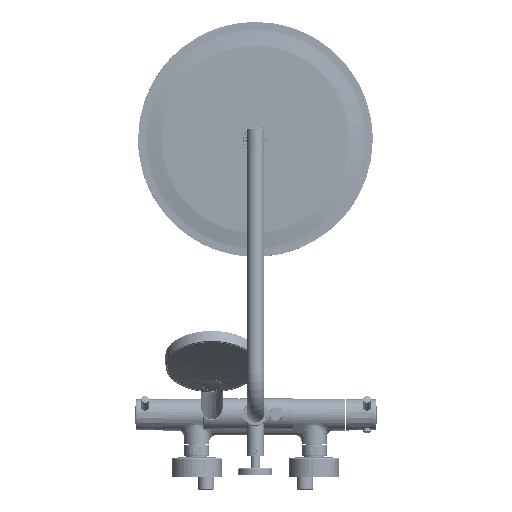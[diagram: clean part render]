
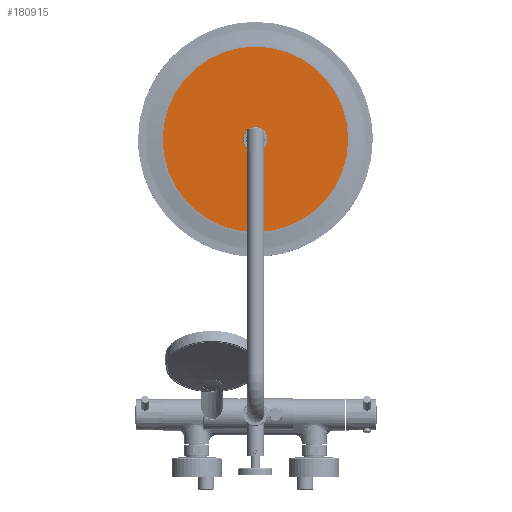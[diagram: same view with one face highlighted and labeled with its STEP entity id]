
A CAD part, top view. The second image highlights one B-rep face of the part: STEP entity #180915.
In plain terms, the highlighted planar face has unit normal (0, 0, 1).
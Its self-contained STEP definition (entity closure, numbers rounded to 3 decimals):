
#180839=CARTESIAN_POINT('Axis2P3D Location',(0.,350.,1191.268)) ;
#180844=CARTESIAN_POINT('Axis2P3D Location',(0.,350.,1191.268)) ;
#180848=CARTESIAN_POINT('Vertex',(118.505,349.155,1191.268)) ;
#180850=CARTESIAN_POINT('Vertex',(-118.508,350.,1191.268)) ;
#180853=CARTESIAN_POINT('Axis2P3D Location',(0.,350.,1191.268)) ;
#180857=CARTESIAN_POINT('Vertex',(118.508,350.,1191.268)) ;
#180860=CARTESIAN_POINT('Axis2P3D Location',(0.,350.,1191.268)) ;
#180864=CARTESIAN_POINT('Vertex',(-118.505,350.845,1191.268)) ;
#180868=CARTESIAN_POINT('Control Point',(-118.505,350.845,1191.268)) ;
#180869=CARTESIAN_POINT('Control Point',(-118.507,350.676,1191.268)) ;
#180870=CARTESIAN_POINT('Control Point',(-118.507,350.507,1191.268)) ;
#180871=CARTESIAN_POINT('Control Point',(-118.508,350.338,1191.268)) ;
#180872=CARTESIAN_POINT('Control Point',(-118.508,350.169,1191.268)) ;
#180873=CARTESIAN_POINT('Control Point',(-118.508,350.,1191.268)) ;
#180881=CARTESIAN_POINT('Axis2P3D Location',(0.,350.,1191.268)) ;
#180885=CARTESIAN_POINT('Vertex',(-3.747,361.4,1191.268)) ;
#180887=CARTESIAN_POINT('Vertex',(-3.747,338.6,1191.268)) ;
#180890=CARTESIAN_POINT('Line Origine',(0.,361.4,1191.268)) ;
#180894=CARTESIAN_POINT('Vertex',(3.747,361.4,1191.268)) ;
#180897=CARTESIAN_POINT('Axis2P3D Location',(0.,350.,1191.268)) ;
#180901=CARTESIAN_POINT('Vertex',(3.747,338.6,1191.268)) ;
#180904=CARTESIAN_POINT('Line Origine',(0.,338.6,1191.268)) ;
#180892=VECTOR('Line Direction',#180891,1.) ;
#180906=VECTOR('Line Direction',#180905,1.) ;
#180840=DIRECTION('Axis2P3D Direction',(-0.,0.,-1.)) ;
#180841=DIRECTION('Axis2P3D XDirection',(-1.,0.,0.)) ;
#180845=DIRECTION('Axis2P3D Direction',(-0.,0.,-1.)) ;
#180854=DIRECTION('Axis2P3D Direction',(-0.,0.,-1.)) ;
#180861=DIRECTION('Axis2P3D Direction',(-0.,0.,-1.)) ;
#180882=DIRECTION('Axis2P3D Direction',(-0.,0.,-1.)) ;
#180891=DIRECTION('Vector Direction',(1.,0.,0.)) ;
#180898=DIRECTION('Axis2P3D Direction',(-0.,0.,-1.)) ;
#180905=DIRECTION('Vector Direction',(1.,0.,0.)) ;
#180842=AXIS2_PLACEMENT_3D('Plane Axis2P3D',#180839,#180840,#180841) ;
#180846=AXIS2_PLACEMENT_3D('Circle Axis2P3D',#180844,#180845,$) ;
#180855=AXIS2_PLACEMENT_3D('Circle Axis2P3D',#180853,#180854,$) ;
#180862=AXIS2_PLACEMENT_3D('Circle Axis2P3D',#180860,#180861,$) ;
#180883=AXIS2_PLACEMENT_3D('Circle Axis2P3D',#180881,#180882,$) ;
#180899=AXIS2_PLACEMENT_3D('Circle Axis2P3D',#180897,#180898,$) ;
#180893=LINE('Line',#180890,#180892) ;
#180907=LINE('Line',#180904,#180906) ;
#180847=CIRCLE('generated circle',#180846,118.508) ;
#180856=CIRCLE('generated circle',#180855,118.508) ;
#180863=CIRCLE('generated circle',#180862,118.508) ;
#180884=CIRCLE('generated circle',#180883,12.) ;
#180900=CIRCLE('generated circle',#180899,12.) ;
#180843=PLANE('',#180842) ;
#180914=FACE_BOUND('',#180909,.T.) ;
#180852=EDGE_CURVE('',#180849,#180851,#180847,.T.) ;
#180859=EDGE_CURVE('',#180858,#180849,#180856,.T.) ;
#180866=EDGE_CURVE('',#180865,#180858,#180863,.T.) ;
#180874=EDGE_CURVE('',#180865,#180851,#180867,.T.) ;
#180889=EDGE_CURVE('',#180886,#180888,#180884,.F.) ;
#180896=EDGE_CURVE('',#180895,#180886,#180893,.F.) ;
#180903=EDGE_CURVE('',#180902,#180895,#180900,.F.) ;
#180908=EDGE_CURVE('',#180888,#180902,#180907,.T.) ;
#180876=ORIENTED_EDGE('',*,*,#180852,.F.) ;
#180877=ORIENTED_EDGE('',*,*,#180859,.F.) ;
#180878=ORIENTED_EDGE('',*,*,#180866,.F.) ;
#180879=ORIENTED_EDGE('',*,*,#180874,.T.) ;
#180910=ORIENTED_EDGE('',*,*,#180889,.F.) ;
#180911=ORIENTED_EDGE('',*,*,#180896,.F.) ;
#180912=ORIENTED_EDGE('',*,*,#180903,.F.) ;
#180913=ORIENTED_EDGE('',*,*,#180908,.F.) ;
#180875=EDGE_LOOP('',(#180876,#180877,#180878,#180879)) ;
#180909=EDGE_LOOP('',(#180910,#180911,#180912,#180913)) ;
#180849=VERTEX_POINT('',#180848) ;
#180851=VERTEX_POINT('',#180850) ;
#180858=VERTEX_POINT('',#180857) ;
#180865=VERTEX_POINT('',#180864) ;
#180886=VERTEX_POINT('',#180885) ;
#180888=VERTEX_POINT('',#180887) ;
#180895=VERTEX_POINT('',#180894) ;
#180902=VERTEX_POINT('',#180901) ;
#180915=ADVANCED_FACE('PR99374.1\\P877.1\\PX877',(#180880,#180914),#180843,.F.) ;
#180867=B_SPLINE_CURVE_WITH_KNOTS('',5,(#180868,#180869,#180870,#180871,#180872,#180873),.UNSPECIFIED.,.F.,.U.,(6,6),(0.,1.195),.UNSPECIFIED.) ;
#180880=FACE_OUTER_BOUND('',#180875,.T.) ;
